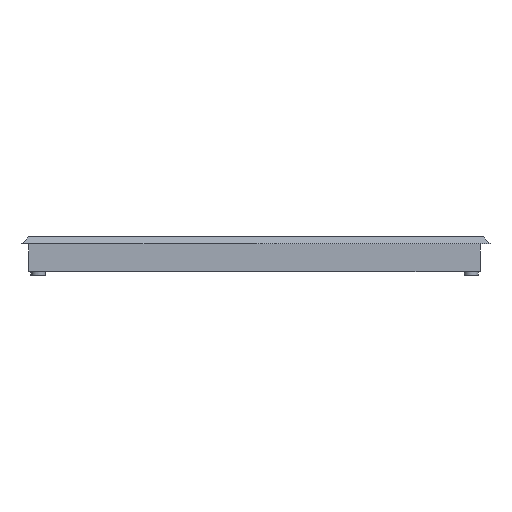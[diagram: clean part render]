
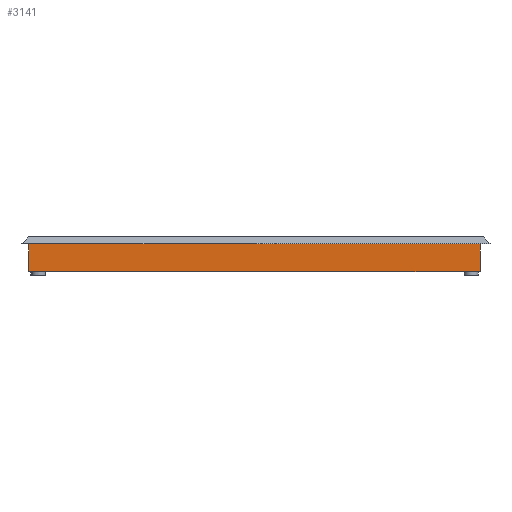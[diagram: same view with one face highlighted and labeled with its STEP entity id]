
A CAD part, left-side view. The second image highlights one B-rep face of the part: STEP entity #3141.
In plain terms, the highlighted planar face has unit normal (-1, 0, 0).
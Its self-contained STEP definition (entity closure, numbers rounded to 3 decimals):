
#263=FACE_OUTER_BOUND('',#436,.T.);
#436=EDGE_LOOP('',(#2671,#2672,#2673,#2674));
#760=LINE('',#5165,#1116);
#775=LINE('',#5221,#1131);
#776=LINE('',#5224,#1132);
#777=LINE('',#5225,#1133);
#1116=VECTOR('',#3894,10.);
#1131=VECTOR('',#3955,10.);
#1132=VECTOR('',#3958,10.);
#1133=VECTOR('',#3959,10.);
#1488=VERTEX_POINT('',#5162);
#1489=VERTEX_POINT('',#5164);
#1507=VERTEX_POINT('',#5219);
#1508=VERTEX_POINT('',#5223);
#1899=EDGE_CURVE('',#1488,#1489,#760,.T.);
#1926=EDGE_CURVE('',#1488,#1507,#775,.T.);
#1927=EDGE_CURVE('',#1508,#1507,#776,.T.);
#1928=EDGE_CURVE('',#1489,#1508,#777,.T.);
#2671=ORIENTED_EDGE('',*,*,#1927,.F.);
#2672=ORIENTED_EDGE('',*,*,#1928,.F.);
#2673=ORIENTED_EDGE('',*,*,#1899,.F.);
#2674=ORIENTED_EDGE('',*,*,#1926,.T.);
#2980=PLANE('',#3336);
#3141=ADVANCED_FACE('',(#263),#2980,.T.);
#3336=AXIS2_PLACEMENT_3D('',#5222,#3956,#3957);
#3894=DIRECTION('',(0.,-1.,0.));
#3955=DIRECTION('',(0.,0.,-1.));
#3956=DIRECTION('center_axis',(-1.,0.,0.));
#3957=DIRECTION('ref_axis',(0.,0.,
1.));
#3958=DIRECTION('',(0.,1.,0.));
#3959=DIRECTION('',(0.,0.,-1.));
#5162=CARTESIAN_POINT('',(-162.312,61.103,17.701));
#5164=CARTESIAN_POINT('',(-162.312,-67.97,17.701));
#5165=CARTESIAN_POINT('',(-162.312,-35.561,17.701));
#5219=CARTESIAN_POINT('',(-162.312,61.103,9.701));
#5221=CARTESIAN_POINT('',(-162.312,61.103,12.701));
#5222=CARTESIAN_POINT('Origin',(-162.312,-67.97,5.701));
#5223=CARTESIAN_POINT('',(-162.312,-67.97,9.701));
#5224=CARTESIAN_POINT('',(-162.312,-3.433,9.701));
#5225=CARTESIAN_POINT('',(-162.312,-67.97,12.701));
